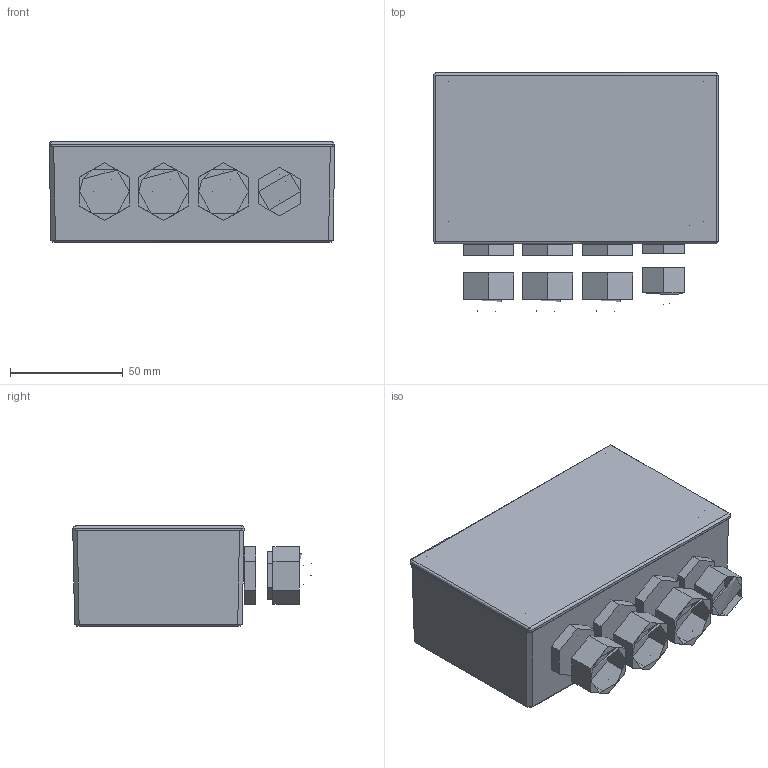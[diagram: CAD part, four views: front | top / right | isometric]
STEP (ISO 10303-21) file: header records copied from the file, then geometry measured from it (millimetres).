
FILE_DESCRIPTION(/* description */ (''),/* implementation_level */ '2;1');
FILE_NAME(/* name */ 'LST2x2D_DL-Gerät',/* time_stamp */ '2022-03-01T13:15:42+01:00',/* author */ (''),/* organization */ (''),/* preprocessor_version */ 'ST-DEVELOPER v16.5',/* originating_system */ 'Rhino 7.15',/* authorisation */ '');
FILE_SCHEMA (('AUTOMOTIVE_DESIGN'));
Length unit declared in the file: millimetre
Products named in the file (7): Document; Assem1; 6913613000xx_PIN; 6913613000xx_VISSE; 6913613000xx_CAGE; 691361300003; 691361300003_CAPOT
Assembly tree (12 placements, depth 3):
  Document
    Assem1
      6913613000xx_PIN  x3
      6913613000xx_VISSE  x3
      6913613000xx_CAGE  x3
      691361300003
      691361300003_CAPOT
Bounding box: 126.8 x 105.83 x 44.56 mm (x, y, z)
Volume: 89858.8 mm3; surface area: 138066.7 mm2
Topology: 23 solids, 725 shells, 1602 faces, 5496 edges, 4490 vertices
Faces by surface type: plane 1068, bspline 302, cylinder 232
Full cylindrical faces by diameter (mm): 0.8 x18, 0.925 x5, 1.35 x3, 1.5 x28, 1.9 x6, 2 x3, 2.5 x8, 2.9 x6, 4.1 x2, 5 x2, 6 x4, 7.6 x1, 7.823 x1, 9.8 x3, 12 x2, 13.456 x2, 15 x5, 17.802 x3, 18.706 x1, 22.2 x3, 26.598 x2
Entity records: 76446 total; most frequent: CARTESIAN_POINT 38837, ORIENTED_EDGE 6857, EDGE_CURVE 4926, VERTEX_POINT 4110, B_SPLINE_CURVE_WITH_KNOTS 4098, EDGE_LOOP 1630, ADVANCED_FACE 1448, FACE_OUTER_BOUND 1448
